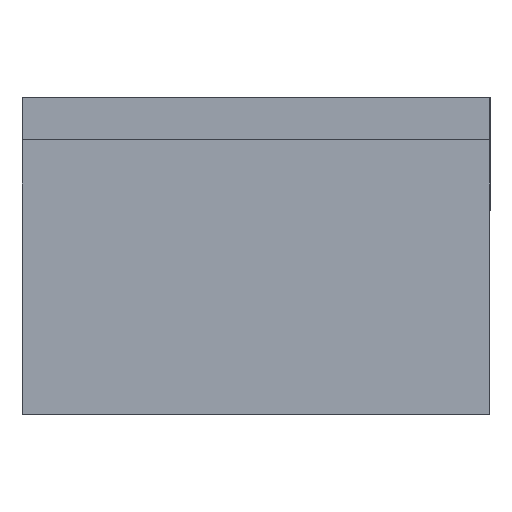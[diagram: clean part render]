
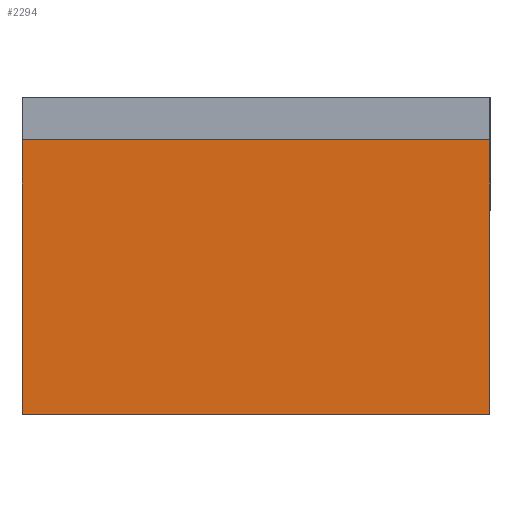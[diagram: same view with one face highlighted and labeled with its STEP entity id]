
A CAD part, left-side view. The second image highlights one B-rep face of the part: STEP entity #2294.
In plain terms, the highlighted planar face has unit normal (-1, 0, 0).
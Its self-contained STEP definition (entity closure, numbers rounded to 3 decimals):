
#100 = PLANE('',#101);
#101 = AXIS2_PLACEMENT_3D('',#102,#103,#104);
#102 = CARTESIAN_POINT('',(319.208,-147.975,
    70.427));
#103 = DIRECTION('',(0.,1.,0.));
#104 = DIRECTION('',(0.,-0.,1.));
#294 = VERTEX_POINT('',#295);
#295 = CARTESIAN_POINT('',(317.62,-147.975,
    74.436));
#311 = PLANE('',#312);
#312 = AXIS2_PLACEMENT_3D('',#313,#314,#315);
#313 = CARTESIAN_POINT('',(317.721,-147.975,
    77.198));
#314 = DIRECTION('',(0.,1.,0.));
#315 = DIRECTION('',(0.,0.,1.));
#483 = VERTEX_POINT('',#484);
#484 = CARTESIAN_POINT('',(317.62,-147.975,
    65.736));
#498 = PLANE('',#499);
#499 = AXIS2_PLACEMENT_3D('',#500,#501,#502);
#500 = CARTESIAN_POINT('',(330.114,-160.431,
    65.736));
#501 = DIRECTION('',(-0.,0.,-1.));
#502 = DIRECTION('',(0.,-1.,0.));
#510 = EDGE_CURVE('',#294,#483,#511,.T.);
#511 = SURFACE_CURVE('',#512,(#516,#523),.PCURVE_S1.);
#512 = LINE('',#513,#514);
#513 = CARTESIAN_POINT('',(317.62,-147.975,
    67.636));
#514 = VECTOR('',#515,1.);
#515 = DIRECTION('',(0.,0.,-1.));
#516 = PCURVE('',#100,#517);
#517 = DEFINITIONAL_REPRESENTATION('',(#518),#522);
#518 = LINE('',#519,#520);
#519 = CARTESIAN_POINT('',(-2.791,-1.588));
#520 = VECTOR('',#521,1.);
#521 = DIRECTION('',(-1.,0.));
#522 = ( GEOMETRIC_REPRESENTATION_CONTEXT(2) 
PARAMETRIC_REPRESENTATION_CONTEXT() REPRESENTATION_CONTEXT('2D SPACE',''
  ) );
#523 = PCURVE('',#524,#529);
#524 = PLANE('',#525);
#525 = AXIS2_PLACEMENT_3D('',#526,#527,#528);
#526 = CARTESIAN_POINT('',(317.62,-157.936,
    71.586));
#527 = DIRECTION('',(-1.,0.,0.));
#528 = DIRECTION('',(0.,0.,-1.));
#529 = DEFINITIONAL_REPRESENTATION('',(#530),#534);
#530 = LINE('',#531,#532);
#531 = CARTESIAN_POINT('',(3.95,-9.96));
#532 = VECTOR('',#533,1.);
#533 = DIRECTION('',(1.,0.));
#534 = ( GEOMETRIC_REPRESENTATION_CONTEXT(2) 
PARAMETRIC_REPRESENTATION_CONTEXT() REPRESENTATION_CONTEXT('2D SPACE',''
  ) );
#947 = VERTEX_POINT('',#948);
#948 = CARTESIAN_POINT('',(317.62,-167.896,
    65.736));
#962 = PLANE('',#963);
#963 = AXIS2_PLACEMENT_3D('',#964,#965,#966);
#964 = CARTESIAN_POINT('',(330.12,-167.896,
    70.086));
#965 = DIRECTION('',(0.,-1.,0.));
#966 = DIRECTION('',(-1.,0.,0.));
#974 = EDGE_CURVE('',#483,#947,#975,.T.);
#975 = SURFACE_CURVE('',#976,(#980,#987),.PCURVE_S1.);
#976 = LINE('',#977,#978);
#977 = CARTESIAN_POINT('',(317.62,-167.496,
    65.736));
#978 = VECTOR('',#979,1.);
#979 = DIRECTION('',(0.,-1.,-0.));
#980 = PCURVE('',#498,#981);
#981 = DEFINITIONAL_REPRESENTATION('',(#982),#986);
#982 = LINE('',#983,#984);
#983 = CARTESIAN_POINT('',(7.065,12.494));
#984 = VECTOR('',#985,1.);
#985 = DIRECTION('',(1.,0.));
#986 = ( GEOMETRIC_REPRESENTATION_CONTEXT(2) 
PARAMETRIC_REPRESENTATION_CONTEXT() REPRESENTATION_CONTEXT('2D SPACE',''
  ) );
#987 = PCURVE('',#524,#988);
#988 = DEFINITIONAL_REPRESENTATION('',(#989),#993);
#989 = LINE('',#990,#991);
#990 = CARTESIAN_POINT('',(5.85,9.56));
#991 = VECTOR('',#992,1.);
#992 = DIRECTION('',(0.,1.));
#993 = ( GEOMETRIC_REPRESENTATION_CONTEXT(2) 
PARAMETRIC_REPRESENTATION_CONTEXT() REPRESENTATION_CONTEXT('2D SPACE',''
  ) );
#2072 = VERTEX_POINT('',#2073);
#2073 = CARTESIAN_POINT('',(317.62,-167.896,
    74.436));
#2087 = PLANE('',#2088);
#2088 = AXIS2_PLACEMENT_3D('',#2089,#2090,#2091);
#2089 = CARTESIAN_POINT('',(317.721,-167.896,
    77.198));
#2090 = DIRECTION('',(0.,-1.,0.));
#2091 = DIRECTION('',(0.,0.,-1.));
#2099 = EDGE_CURVE('',#947,#2072,#2100,.T.);
#2100 = SURFACE_CURVE('',#2101,(#2105,#2112),.PCURVE_S1.);
#2101 = LINE('',#2102,#2103);
#2102 = CARTESIAN_POINT('',(317.62,-167.896,
    73.236));
#2103 = VECTOR('',#2104,1.);
#2104 = DIRECTION('',(0.,0.,1.));
#2105 = PCURVE('',#962,#2106);
#2106 = DEFINITIONAL_REPRESENTATION('',(#2107),#2111);
#2107 = LINE('',#2108,#2109);
#2108 = CARTESIAN_POINT('',(12.5,-3.15));
#2109 = VECTOR('',#2110,1.);
#2110 = DIRECTION('',(0.,-1.));
#2111 = ( GEOMETRIC_REPRESENTATION_CONTEXT(2) 
PARAMETRIC_REPRESENTATION_CONTEXT() REPRESENTATION_CONTEXT('2D SPACE',''
  ) );
#2112 = PCURVE('',#524,#2113);
#2113 = DEFINITIONAL_REPRESENTATION('',(#2114),#2118);
#2114 = LINE('',#2115,#2116);
#2115 = CARTESIAN_POINT('',(-1.651,9.96));
#2116 = VECTOR('',#2117,1.);
#2117 = DIRECTION('',(-1.,0.));
#2118 = ( GEOMETRIC_REPRESENTATION_CONTEXT(2) 
PARAMETRIC_REPRESENTATION_CONTEXT() REPRESENTATION_CONTEXT('2D SPACE',''
  ) );
#2294 = ADVANCED_FACE('',(#2295),#524,.T.);
#2295 = FACE_BOUND('',#2296,.T.);
#2296 = EDGE_LOOP('',(#2297,#2298,#2299,#2322,#2350,#2371));
#2297 = ORIENTED_EDGE('',*,*,#974,.T.);
#2298 = ORIENTED_EDGE('',*,*,#2099,.T.);
#2299 = ORIENTED_EDGE('',*,*,#2300,.T.);
#2300 = EDGE_CURVE('',#2072,#2301,#2303,.T.);
#2301 = VERTEX_POINT('',#2302);
#2302 = CARTESIAN_POINT('',(317.62,-167.896,77.436));
#2303 = SURFACE_CURVE('',#2304,(#2308,#2315),.PCURVE_S1.);
#2304 = LINE('',#2305,#2306);
#2305 = CARTESIAN_POINT('',(317.62,-167.896,74.436));
#2306 = VECTOR('',#2307,1.);
#2307 = DIRECTION('',(0.,0.,1.));
#2308 = PCURVE('',#524,#2309);
#2309 = DEFINITIONAL_REPRESENTATION('',(#2310),#2314);
#2310 = LINE('',#2311,#2312);
#2311 = CARTESIAN_POINT('',(-2.851,9.96));
#2312 = VECTOR('',#2313,1.);
#2313 = DIRECTION('',(-1.,0.));
#2314 = ( GEOMETRIC_REPRESENTATION_CONTEXT(2) 
PARAMETRIC_REPRESENTATION_CONTEXT() REPRESENTATION_CONTEXT('2D SPACE',''
  ) );
#2315 = PCURVE('',#2087,#2316);
#2316 = DEFINITIONAL_REPRESENTATION('',(#2317),#2321);
#2317 = LINE('',#2318,#2319);
#2318 = CARTESIAN_POINT('',(2.762,-0.101));
#2319 = VECTOR('',#2320,1.);
#2320 = DIRECTION('',(-1.,0.));
#2321 = ( GEOMETRIC_REPRESENTATION_CONTEXT(2) 
PARAMETRIC_REPRESENTATION_CONTEXT() REPRESENTATION_CONTEXT('2D SPACE',''
  ) );
#2322 = ORIENTED_EDGE('',*,*,#2323,.F.);
#2323 = EDGE_CURVE('',#2324,#2301,#2326,.T.);
#2324 = VERTEX_POINT('',#2325);
#2325 = CARTESIAN_POINT('',(317.62,-147.975,77.436));
#2326 = SURFACE_CURVE('',#2327,(#2331,#2338),.PCURVE_S1.);
#2327 = LINE('',#2328,#2329);
#2328 = CARTESIAN_POINT('',(317.62,-147.975,77.436));
#2329 = VECTOR('',#2330,1.);
#2330 = DIRECTION('',(0.,-1.,0.));
#2331 = PCURVE('',#524,#2332);
#2332 = DEFINITIONAL_REPRESENTATION('',(#2333),#2337);
#2333 = LINE('',#2334,#2335);
#2334 = CARTESIAN_POINT('',(-5.85,-9.96));
#2335 = VECTOR('',#2336,1.);
#2336 = DIRECTION('',(0.,1.));
#2337 = ( GEOMETRIC_REPRESENTATION_CONTEXT(2) 
PARAMETRIC_REPRESENTATION_CONTEXT() REPRESENTATION_CONTEXT('2D SPACE',''
  ) );
#2338 = PCURVE('',#2339,#2344);
#2339 = PLANE('',#2340);
#2340 = AXIS2_PLACEMENT_3D('',#2341,#2342,#2343);
#2341 = CARTESIAN_POINT('',(317.62,-147.975,77.436));
#2342 = DIRECTION('',(-0.,0.,-1.));
#2343 = DIRECTION('',(-1.,0.,0.));
#2344 = DEFINITIONAL_REPRESENTATION('',(#2345),#2349);
#2345 = LINE('',#2346,#2347);
#2346 = CARTESIAN_POINT('',(0.,0.));
#2347 = VECTOR('',#2348,1.);
#2348 = DIRECTION('',(0.,-1.));
#2349 = ( GEOMETRIC_REPRESENTATION_CONTEXT(2) 
PARAMETRIC_REPRESENTATION_CONTEXT() REPRESENTATION_CONTEXT('2D SPACE',''
  ) );
#2350 = ORIENTED_EDGE('',*,*,#2351,.F.);
#2351 = EDGE_CURVE('',#294,#2324,#2352,.T.);
#2352 = SURFACE_CURVE('',#2353,(#2357,#2364),.PCURVE_S1.);
#2353 = LINE('',#2354,#2355);
#2354 = CARTESIAN_POINT('',(317.62,-147.975,74.436));
#2355 = VECTOR('',#2356,1.);
#2356 = DIRECTION('',(0.,0.,1.));
#2357 = PCURVE('',#524,#2358);
#2358 = DEFINITIONAL_REPRESENTATION('',(#2359),#2363);
#2359 = LINE('',#2360,#2361);
#2360 = CARTESIAN_POINT('',(-2.851,-9.96));
#2361 = VECTOR('',#2362,1.);
#2362 = DIRECTION('',(-1.,0.));
#2363 = ( GEOMETRIC_REPRESENTATION_CONTEXT(2) 
PARAMETRIC_REPRESENTATION_CONTEXT() REPRESENTATION_CONTEXT('2D SPACE',''
  ) );
#2364 = PCURVE('',#311,#2365);
#2365 = DEFINITIONAL_REPRESENTATION('',(#2366),#2370);
#2366 = LINE('',#2367,#2368);
#2367 = CARTESIAN_POINT('',(-2.762,-0.101));
#2368 = VECTOR('',#2369,1.);
#2369 = DIRECTION('',(1.,0.));
#2370 = ( GEOMETRIC_REPRESENTATION_CONTEXT(2) 
PARAMETRIC_REPRESENTATION_CONTEXT() REPRESENTATION_CONTEXT('2D SPACE',''
  ) );
#2371 = ORIENTED_EDGE('',*,*,#510,.T.);
